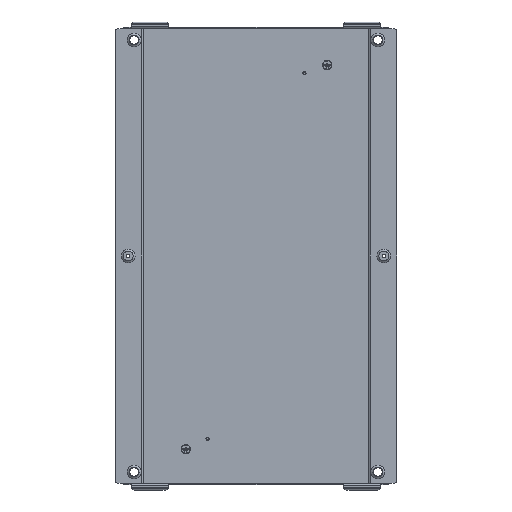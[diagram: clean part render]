
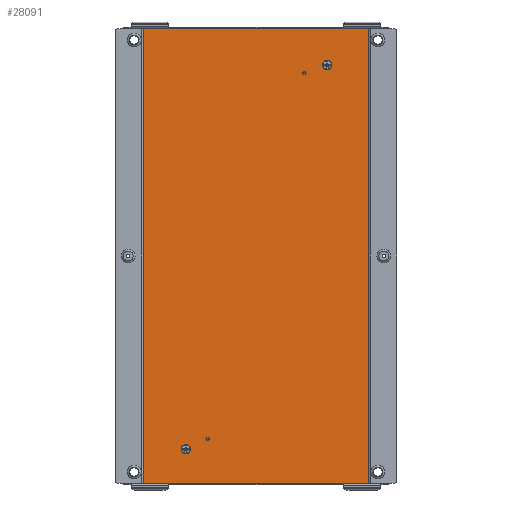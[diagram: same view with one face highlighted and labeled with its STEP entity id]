
A CAD part, front view. The second image highlights one B-rep face of the part: STEP entity #28091.
In plain terms, the highlighted planar face has unit normal (0, -1, 0).
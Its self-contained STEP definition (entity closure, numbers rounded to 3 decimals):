
#237 = ORIENTED_EDGE ( 'NONE', *, *, #21902, .F. ) ;
#409 = AXIS2_PLACEMENT_3D ( 'NONE', #25915, #1919, #12910 ) ;
#553 = DIRECTION ( 'NONE',  ( 0., 0., -1. ) ) ;
#1220 = EDGE_CURVE ( 'NONE', #4621, #10341, #5518, .T. ) ;
#1919 = DIRECTION ( 'NONE',  ( 0., -1., 0. ) ) ;
#2117 = ORIENTED_EDGE ( 'NONE', *, *, #24540, .F. ) ;
#4205 = FACE_OUTER_BOUND ( 'NONE', #16131, .T. ) ;
#4621 = VERTEX_POINT ( 'NONE', #17524 ) ;
#5128 = VECTOR ( 'NONE', #18515, 1000. ) ;
#5174 = CARTESIAN_POINT ( 'NONE',  ( -238.75, -1.5, 484. ) ) ;
#5518 = LINE ( 'NONE', #24672, #5128 ) ;
#5806 = VECTOR ( 'NONE', #15886, 1000. ) ;
#6794 = ORIENTED_EDGE ( 'NONE', *, *, #26051, .F. ) ;
#7175 = CARTESIAN_POINT ( 'NONE',  ( -238.75, -1.5, -487. ) ) ;
#7688 = CARTESIAN_POINT ( 'NONE',  ( 238.75, -1.5, 484. ) ) ;
#10341 = VERTEX_POINT ( 'NONE', #13820 ) ;
#12910 = DIRECTION ( 'NONE',  ( 0., 0., -1. ) ) ;
#13820 = CARTESIAN_POINT ( 'NONE',  ( -238.75, -1.5, -484. ) ) ;
#13897 = DIRECTION ( 'NONE',  ( 1., 0., 0. ) ) ;
#13982 = VERTEX_POINT ( 'NONE', #7688 ) ;
#14029 = CARTESIAN_POINT ( 'NONE',  ( -238.75, -1.5, 484. ) ) ;
#14244 = VECTOR ( 'NONE', #13897, 1000. ) ;
#15203 = PLANE ( 'NONE',  #409 ) ;
#15886 = DIRECTION ( 'NONE',  ( 0., 0., 1. ) ) ;
#16131 = EDGE_LOOP ( 'NONE', ( #6794, #25376, #237, #2117 ) ) ;
#17524 = CARTESIAN_POINT ( 'NONE',  ( 238.75, -1.5, -484. ) ) ;
#17996 = CARTESIAN_POINT ( 'NONE',  ( 238.75, -1.5, 487. ) ) ;
#18515 = DIRECTION ( 'NONE',  ( -1., 0., 0. ) ) ;
#20875 = LINE ( 'NONE', #7175, #5806 ) ;
#20975 = VECTOR ( 'NONE', #553, 1000. ) ;
#21902 = EDGE_CURVE ( 'NONE', #13982, #4621, #24562, .T. ) ;
#24540 = EDGE_CURVE ( 'NONE', #26008, #13982, #26624, .T. ) ;
#24562 = LINE ( 'NONE', #17996, #20975 ) ;
#24672 = CARTESIAN_POINT ( 'NONE',  ( 238.75, -1.5, -484. ) ) ;
#25376 = ORIENTED_EDGE ( 'NONE', *, *, #1220, .F. ) ;
#25915 = CARTESIAN_POINT ( 'NONE',  ( 0., -1.5, 0. ) ) ;
#26008 = VERTEX_POINT ( 'NONE', #5174 ) ;
#26051 = EDGE_CURVE ( 'NONE', #10341, #26008, #20875, .T. ) ;
#26624 = LINE ( 'NONE', #14029, #14244 ) ;
#28091 = ADVANCED_FACE ( 'NONE', ( #4205 ), #15203, .T. ) ;
